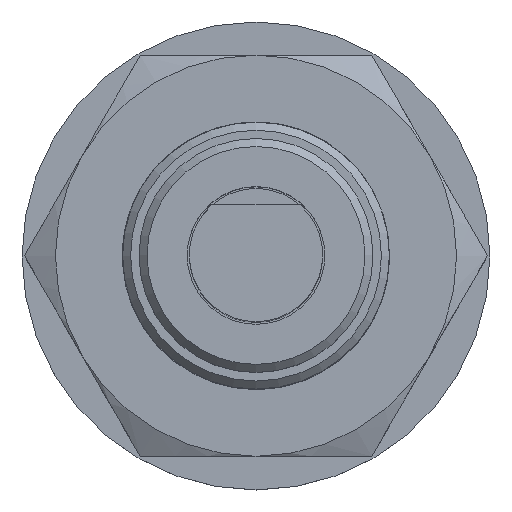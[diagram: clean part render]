
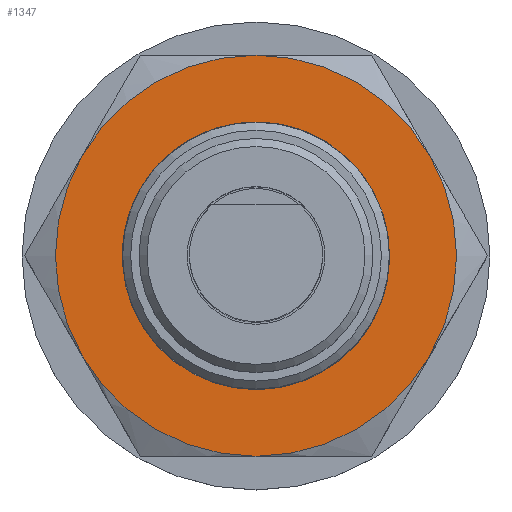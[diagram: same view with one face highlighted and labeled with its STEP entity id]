
A CAD part, top view. The second image highlights one B-rep face of the part: STEP entity #1347.
In plain terms, the highlighted planar face has unit normal (0, 0, 1).
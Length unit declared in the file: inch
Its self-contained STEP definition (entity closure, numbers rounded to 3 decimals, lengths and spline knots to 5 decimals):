
#81=PLANE('',#1486);
#118=FACE_BOUND('',#354,.T.);
#252=FACE_OUTER_BOUND('',#353,.T.);
#353=EDGE_LOOP('',(#945,#946,#947,#948,#949,#950));
#354=EDGE_LOOP('',(#951,#952,#953,#954));
#502=CIRCLE('',#1457,0.5);
#510=CIRCLE('',#1473,0.75);
#512=CIRCLE('',#1478,0.75);
#515=CIRCLE('',#1485,0.75);
#516=CIRCLE('',#1487,0.75);
#517=CIRCLE('',#1488,0.75);
#518=CIRCLE('',#1489,0.75);
#519=CIRCLE('',#1490,0.5);
#520=CIRCLE('',#1491,0.5);
#521=CIRCLE('',#1492,0.5);
#602=VERTEX_POINT('',#2080);
#604=VERTEX_POINT('',#2101);
#606=VERTEX_POINT('',#2124);
#624=VERTEX_POINT('',#2429);
#628=VERTEX_POINT('',#2447);
#632=VERTEX_POINT('',#2467);
#636=VERTEX_POINT('',#2493);
#637=VERTEX_POINT('',#2503);
#638=VERTEX_POINT('',#2505);
#639=VERTEX_POINT('',#2508);
#728=EDGE_CURVE('',#602,#606,#502,.T.);
#752=EDGE_CURVE('',#628,#624,#510,.T.);
#759=EDGE_CURVE('',#624,#632,#512,.T.);
#767=EDGE_CURVE('',#636,#628,#515,.T.);
#768=EDGE_CURVE('',#637,#636,#516,.T.);
#769=EDGE_CURVE('',#638,#637,#517,.T.);
#770=EDGE_CURVE('',#632,#638,#518,.T.);
#771=EDGE_CURVE('',#606,#639,#519,.T.);
#772=EDGE_CURVE('',#639,#604,#520,.T.);
#773=EDGE_CURVE('',#604,#602,#521,.T.);
#945=ORIENTED_EDGE('',*,*,#752,.F.);
#946=ORIENTED_EDGE('',*,*,#767,.F.);
#947=ORIENTED_EDGE('',*,*,#768,.F.);
#948=ORIENTED_EDGE('',*,*,#769,.F.);
#949=ORIENTED_EDGE('',*,*,#770,.F.);
#950=ORIENTED_EDGE('',*,*,#759,.F.);
#951=ORIENTED_EDGE('',*,*,#728,.T.);
#952=ORIENTED_EDGE('',*,*,#771,.T.);
#953=ORIENTED_EDGE('',*,*,#772,.T.);
#954=ORIENTED_EDGE('',*,*,#773,.T.);
#1347=ADVANCED_FACE('',(#252,#118),#81,.F.);
#1457=AXIS2_PLACEMENT_3D('',#2126,#1653,#1654);
#1473=AXIS2_PLACEMENT_3D('',#2455,#1688,#1689);
#1478=AXIS2_PLACEMENT_3D('',#2477,#1699,#1700);
#1485=AXIS2_PLACEMENT_3D('',#2501,#1714,#1715);
#1486=AXIS2_PLACEMENT_3D('',#2502,#1716,#1717);
#1487=AXIS2_PLACEMENT_3D('',#2504,#1718,#1719);
#1488=AXIS2_PLACEMENT_3D('',#2506,#1720,#1721);
#1489=AXIS2_PLACEMENT_3D('',#2507,#1722,#1723);
#1490=AXIS2_PLACEMENT_3D('',#2509,#1724,#1725);
#1491=AXIS2_PLACEMENT_3D('',#2510,#1726,#1727);
#1492=AXIS2_PLACEMENT_3D('',#2511,#1728,#1729);
#1653=DIRECTION('center_axis',(0.,0.,
-1.));
#1654=DIRECTION('ref_axis',(-0.5,0.866,0.));
#1688=DIRECTION('center_axis',(0.,0.,
-1.));
#1689=DIRECTION('ref_axis',(-0.5,0.866,0.));
#1699=DIRECTION('center_axis',(0.,0.,
-1.));
#1700=DIRECTION('ref_axis',(-0.5,0.866,0.));
#1714=DIRECTION('center_axis',(0.,0.,
-1.));
#1715=DIRECTION('ref_axis',(-0.5,0.866,0.));
#1716=DIRECTION('center_axis',(0.,0.,
-1.));
#1717=DIRECTION('ref_axis',(-0.5,0.866,0.));
#1718=DIRECTION('center_axis',(0.,0.,
-1.));
#1719=DIRECTION('ref_axis',(-0.5,0.866,0.));
#1720=DIRECTION('center_axis',(0.,0.,
-1.));
#1721=DIRECTION('ref_axis',(-0.5,0.866,0.));
#1722=DIRECTION('center_axis',(0.,0.,
-1.));
#1723=DIRECTION('ref_axis',(-0.5,0.866,0.));
#1724=DIRECTION('center_axis',(0.,0.,
-1.));
#1725=DIRECTION('ref_axis',(-0.5,0.866,0.));
#1726=DIRECTION('center_axis',(0.,0.,
-1.));
#1727=DIRECTION('ref_axis',(-0.5,0.866,0.));
#1728=DIRECTION('center_axis',(0.,0.,
-1.));
#1729=DIRECTION('ref_axis',(-0.5,0.866,0.));
#2080=CARTESIAN_POINT('',(-0.06697,0.4955,1.64688));
#2101=CARTESIAN_POINT('',(-0.39563,0.30574,1.64688));
#2124=CARTESIAN_POINT('',(0.48903,-0.10417,1.64688));
#2126=CARTESIAN_POINT('Origin',(0.,0.,
1.64688));
#2429=CARTESIAN_POINT('',(0.,0.75,1.64688));
#2447=CARTESIAN_POINT('',(-0.64952,0.375,1.64688));
#2455=CARTESIAN_POINT('Origin',(0.,0.,
1.64688));
#2467=CARTESIAN_POINT('',(0.64952,0.375,1.64688));
#2477=CARTESIAN_POINT('Origin',(0.,0.,
1.64688));
#2493=CARTESIAN_POINT('',(-0.64952,-0.375,1.64688));
#2501=CARTESIAN_POINT('Origin',(0.,0.,
1.64688));
#2502=CARTESIAN_POINT('Origin',(0.43301,0.75,1.64688));
#2503=CARTESIAN_POINT('',(0.,-0.75,1.64688));
#2504=CARTESIAN_POINT('Origin',(0.,0.,
1.64688));
#2505=CARTESIAN_POINT('',(0.64952,-0.375,1.64688));
#2506=CARTESIAN_POINT('Origin',(0.,0.,
1.64688));
#2507=CARTESIAN_POINT('Origin',(0.,0.,
1.64688));
#2508=CARTESIAN_POINT('',(-0.1543,-0.4756,1.64688));
#2509=CARTESIAN_POINT('Origin',(0.,0.,
1.64688));
#2510=CARTESIAN_POINT('Origin',(0.,0.,
1.64688));
#2511=CARTESIAN_POINT('Origin',(0.,0.,
1.64688));
